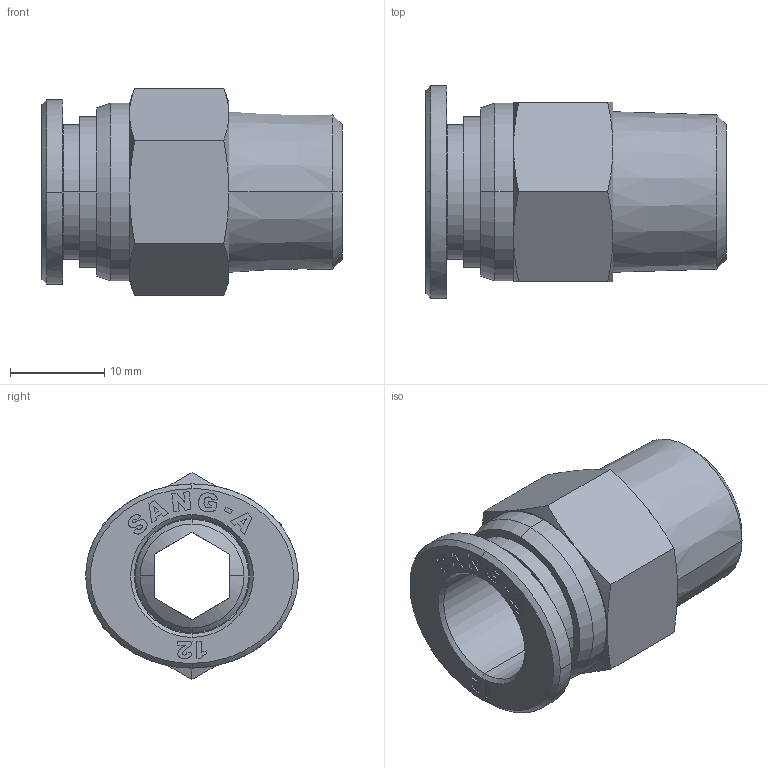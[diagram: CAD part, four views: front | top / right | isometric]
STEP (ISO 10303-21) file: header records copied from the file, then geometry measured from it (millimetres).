
FILE_DESCRIPTION (( 'STEP AP214' ), '1' );
FILE_NAME ('PC12-03.STEP', '2018-09-10T09:11:23', ( '' ), ( '' ), 'SwSTEP 2.0', 'SolidWorks 2018', '' );
FILE_SCHEMA (( 'AUTOMOTIVE_DESIGN' ));
Length unit declared in the file: millimetre
Products named in the file (1): PC12-03
Bounding box: 31.8 x 22.5 x 21.94 mm (x, y, z)
Surface area: 3678.6 mm2 (no closed solid volume)
Topology: 0 solids, 1 shells, 353 faces, 1119 edges, 739 vertices
Faces by surface type: plane 306, cone 27, cylinder 11, bspline 9
Entity records: 16755 total; most frequent: CARTESIAN_POINT 3158, ORIENTED_EDGE 2052, DIRECTION 1806, EDGE_CURVE 1119, LINE 1014, VECTOR 1014, VERTEX_POINT 739, AXIS2_PLACEMENT_3D 396
